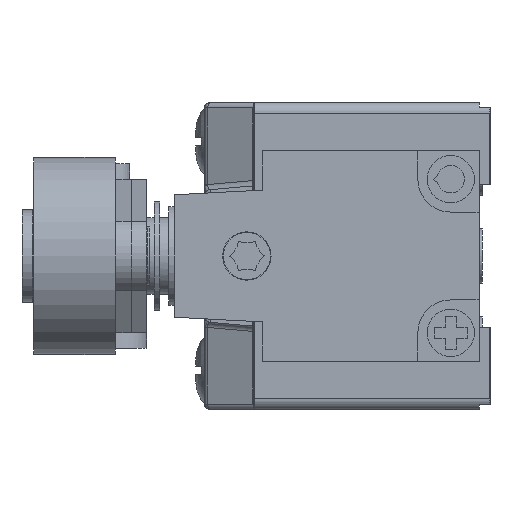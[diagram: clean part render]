
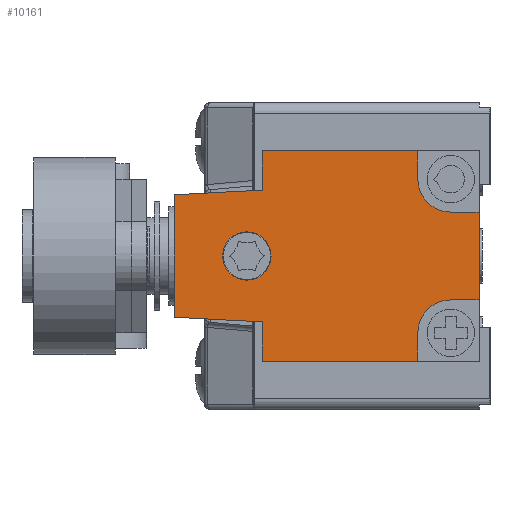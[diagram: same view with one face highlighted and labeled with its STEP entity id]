
A CAD part, left-side view. The second image highlights one B-rep face of the part: STEP entity #10161.
In plain terms, the highlighted planar face has unit normal (-1, 0, 0).
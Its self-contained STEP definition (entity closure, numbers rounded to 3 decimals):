
#66 = CARTESIAN_POINT ( 'NONE',  ( -51.75, 21.15, -2.2 ) ) ;
#275 = AXIS2_PLACEMENT_3D ( 'NONE', #529, #2709, #10673 ) ;
#400 = CARTESIAN_POINT ( 'NONE',  ( -51.75, 27.75, 5.581 ) ) ;
#438 = EDGE_CURVE ( 'NONE', #4437, #5989, #4625, .T. ) ;
#470 = DIRECTION ( 'NONE',  ( 0., 0., 1. ) ) ;
#484 = CARTESIAN_POINT ( 'NONE',  ( -51.75, 19.75, -9.575 ) ) ;
#529 = CARTESIAN_POINT ( 'NONE',  ( -51.75, 2.575, 7. ) ) ;
#711 = VECTOR ( 'NONE', #3127, 1000. ) ;
#732 = EDGE_LOOP ( 'NONE', ( #10293, #14707 ) ) ;
#780 = VERTEX_POINT ( 'NONE', #7459 ) ;
#1080 = PLANE ( 'NONE',  #8799 ) ;
#1452 = ORIENTED_EDGE ( 'NONE', *, *, #6400, .F. ) ;
#1474 = AXIS2_PLACEMENT_3D ( 'NONE', #6068, #3964, #9523 ) ;
#1633 = CARTESIAN_POINT ( 'NONE',  ( -51.75, 0., 4. ) ) ;
#1665 = CARTESIAN_POINT ( 'NONE',  ( -51.75, 0., 4. ) ) ;
#1772 = LINE ( 'NONE', #12006, #9891 ) ;
#1780 = CARTESIAN_POINT ( 'NONE',  ( -51.75, 0.368, 7.016 ) ) ;
#1870 = DIRECTION ( 'NONE',  ( 0., 0., 1. ) ) ;
#1960 = VERTEX_POINT ( 'NONE', #400 ) ;
#2011 = ORIENTED_EDGE ( 'NONE', *, *, #4896, .T. ) ;
#2461 = ORIENTED_EDGE ( 'NONE', *, *, #14461, .T. ) ;
#2591 = VERTEX_POINT ( 'NONE', #4261 ) ;
#2709 = DIRECTION ( 'NONE',  ( -1., 0., 0. ) ) ;
#2954 = CARTESIAN_POINT ( 'NONE',  ( -51.75, 19.75, 0. ) ) ;
#3127 = DIRECTION ( 'NONE',  ( 0., 0., 1. ) ) ;
#3163 = CARTESIAN_POINT ( 'NONE',  ( -51.75, 27.75, 0. ) ) ;
#3188 = CARTESIAN_POINT ( 'NONE',  ( -51.75, 0., -9.575 ) ) ;
#3200 = CARTESIAN_POINT ( 'NONE',  ( -51.75, 2.575, -7. ) ) ;
#3496 = CARTESIAN_POINT ( 'NONE',  ( -51.75, 19.75, 6. ) ) ;
#3583 = VECTOR ( 'NONE', #14626, 1000. ) ;
#3642 = CARTESIAN_POINT ( 'NONE',  ( -51.75, 5.575, 0. ) ) ;
#3803 = VERTEX_POINT ( 'NONE', #7500 ) ;
#3896 = ORIENTED_EDGE ( 'NONE', *, *, #438, .F. ) ;
#3964 = DIRECTION ( 'NONE',  ( -1., 0., 0. ) ) ;
#4018 = VECTOR ( 'NONE', #9745, 1000. ) ;
#4048 = DIRECTION ( 'NONE',  ( 0., 0., 1. ) ) ;
#4099 = EDGE_CURVE ( 'NONE', #5989, #11932, #5765, .T. ) ;
#4261 = CARTESIAN_POINT ( 'NONE',  ( -51.75, 5.575, 7. ) ) ;
#4375 = EDGE_CURVE ( 'NONE', #6937, #9490, #9242, .T. ) ;
#4437 = VERTEX_POINT ( 'NONE', #3496 ) ;
#4468 = DIRECTION ( 'NONE',  ( 0., 0., 1. ) ) ;
#4509 = CARTESIAN_POINT ( 'NONE',  ( -51.75, 5.575, 9.575 ) ) ;
#4556 = EDGE_CURVE ( 'NONE', #13635, #9913, #11528, .T. ) ;
#4590 = CARTESIAN_POINT ( 'NONE',  ( -51.75, 19.75, 9.575 ) ) ;
#4625 = LINE ( 'NONE', #9200, #711 ) ;
#4628 = FACE_OUTER_BOUND ( 'NONE', #12902, .T. ) ;
#4779 = DIRECTION ( 'NONE',  ( 0., 0., 1. ) ) ;
#4896 = EDGE_CURVE ( 'NONE', #8182, #6937, #12913, .T. ) ;
#4982 = DIRECTION ( 'NONE',  ( 0., 0., -1. ) ) ;
#5053 = CARTESIAN_POINT ( 'NONE',  ( -51.75, 0.368, -7.016 ) ) ;
#5294 = CARTESIAN_POINT ( 'NONE',  ( -51.75, 2.575, -4. ) ) ;
#5478 = EDGE_CURVE ( 'NONE', #11932, #2591, #9556, .T. ) ;
#5638 = VERTEX_POINT ( 'NONE', #1665 ) ;
#5765 = LINE ( 'NONE', #10567, #12354 ) ;
#5963 = FACE_BOUND ( 'NONE', #732, .T. ) ;
#5989 = VERTEX_POINT ( 'NONE', #4590 ) ;
#6026 = ORIENTED_EDGE ( 'NONE', *, *, #4099, .F. ) ;
#6042 = AXIS2_PLACEMENT_3D ( 'NONE', #8549, #12078, #4048 ) ;
#6068 = CARTESIAN_POINT ( 'NONE',  ( -51.75, 21.15, 0. ) ) ;
#6072 = VERTEX_POINT ( 'NONE', #66 ) ;
#6161 = VECTOR ( 'NONE', #9549, 1000. ) ;
#6361 = EDGE_CURVE ( 'NONE', #6072, #780, #11565, .T. ) ;
#6387 = EDGE_CURVE ( 'NONE', #780, #6072, #7977, .T. ) ;
#6400 = EDGE_CURVE ( 'NONE', #6469, #9490, #1772, .T. ) ;
#6469 = VERTEX_POINT ( 'NONE', #7869 ) ;
#6937 = VERTEX_POINT ( 'NONE', #10255 ) ;
#6951 = CARTESIAN_POINT ( 'NONE',  ( -51.75, 27.75, -5.581 ) ) ;
#7036 = DIRECTION ( 'NONE',  ( 0., -1., 0. ) ) ;
#7096 = EDGE_CURVE ( 'NONE', #13635, #8182, #13257, .T. ) ;
#7148 = VECTOR ( 'NONE', #4468, 1000. ) ;
#7384 = CARTESIAN_POINT ( 'NONE',  ( -51.75, 5.575, -9.575 ) ) ;
#7398 = VECTOR ( 'NONE', #8057, 1000. ) ;
#7412 = ORIENTED_EDGE ( 'NONE', *, *, #7096, .T. ) ;
#7459 = CARTESIAN_POINT ( 'NONE',  ( -51.75, 21.15, 2.2 ) ) ;
#7500 = CARTESIAN_POINT ( 'NONE',  ( -51.75, 2.575, 4. ) ) ;
#7774 = DIRECTION ( 'NONE',  ( 0., 0., 1. ) ) ;
#7869 = CARTESIAN_POINT ( 'NONE',  ( -51.75, 0., -4. ) ) ;
#7977 = CIRCLE ( 'NONE', #6042, 2.2 ) ;
#8057 = DIRECTION ( 'NONE',  ( 0., 0., 1. ) ) ;
#8152 = CARTESIAN_POINT ( 'NONE',  ( -51.75, 0., 0. ) ) ;
#8179 = ORIENTED_EDGE ( 'NONE', *, *, #4556, .F. ) ;
#8182 = VERTEX_POINT ( 'NONE', #7384 ) ;
#8188 = VECTOR ( 'NONE', #4982, 1000. ) ;
#8549 = CARTESIAN_POINT ( 'NONE',  ( -51.75, 21.15, 0. ) ) ;
#8615 = EDGE_CURVE ( 'NONE', #2591, #3803, #14211, .T. ) ;
#8632 = DIRECTION ( 'NONE',  ( 0., 1., 0. ) ) ;
#8682 = ORIENTED_EDGE ( 'NONE', *, *, #8615, .F. ) ;
#8799 = AXIS2_PLACEMENT_3D ( 'NONE', #10398, #12572, #4779 ) ;
#9085 = VECTOR ( 'NONE', #470, 1000. ) ;
#9116 = CARTESIAN_POINT ( 'NONE',  ( -51.75, 5.575, 0. ) ) ;
#9163 = ORIENTED_EDGE ( 'NONE', *, *, #9179, .T. ) ;
#9179 = EDGE_CURVE ( 'NONE', #4437, #1960, #13220, .T. ) ;
#9200 = CARTESIAN_POINT ( 'NONE',  ( -51.75, 19.75, 0. ) ) ;
#9242 = CIRCLE ( 'NONE', #10898, 3. ) ;
#9318 = CARTESIAN_POINT ( 'NONE',  ( -51.75, 19.75, -6. ) ) ;
#9412 = ORIENTED_EDGE ( 'NONE', *, *, #5478, .F. ) ;
#9490 = VERTEX_POINT ( 'NONE', #5294 ) ;
#9523 = DIRECTION ( 'NONE',  ( 0., 0., 1. ) ) ;
#9549 = DIRECTION ( 'NONE',  ( 0., -0.999, -0.052 ) ) ;
#9556 = LINE ( 'NONE', #3642, #8188 ) ;
#9745 = DIRECTION ( 'NONE',  ( 0., 1., 0. ) ) ;
#9891 = VECTOR ( 'NONE', #8632, 1000. ) ;
#9913 = VERTEX_POINT ( 'NONE', #9318 ) ;
#10161 = ADVANCED_FACE ( 'NONE', ( #4628, #5963 ), #1080, .T. ) ;
#10202 = VERTEX_POINT ( 'NONE', #6951 ) ;
#10255 = CARTESIAN_POINT ( 'NONE',  ( -51.75, 5.575, -7. ) ) ;
#10293 = ORIENTED_EDGE ( 'NONE', *, *, #6387, .F. ) ;
#10398 = CARTESIAN_POINT ( 'NONE',  ( -51.75, 0., 0. ) ) ;
#10442 = ORIENTED_EDGE ( 'NONE', *, *, #11794, .F. ) ;
#10567 = CARTESIAN_POINT ( 'NONE',  ( -51.75, 0., 9.575 ) ) ;
#10673 = DIRECTION ( 'NONE',  ( 0., 0., 1. ) ) ;
#10898 = AXIS2_PLACEMENT_3D ( 'NONE', #3200, #12290, #7774 ) ;
#10951 = DIRECTION ( 'NONE',  ( 0., 0.999, -0.052 ) ) ;
#11101 = VECTOR ( 'NONE', #10951, 1000. ) ;
#11133 = EDGE_CURVE ( 'NONE', #6469, #5638, #11375, .T. ) ;
#11375 = LINE ( 'NONE', #8152, #7148 ) ;
#11528 = LINE ( 'NONE', #2954, #9085 ) ;
#11565 = CIRCLE ( 'NONE', #1474, 2.2 ) ;
#11794 = EDGE_CURVE ( 'NONE', #10202, #1960, #13459, .T. ) ;
#11923 = LINE ( 'NONE', #1633, #4018 ) ;
#11932 = VERTEX_POINT ( 'NONE', #4509 ) ;
#12006 = CARTESIAN_POINT ( 'NONE',  ( -51.75, 0., -4. ) ) ;
#12078 = DIRECTION ( 'NONE',  ( -1., 0., 0. ) ) ;
#12290 = DIRECTION ( 'NONE',  ( 1., 0., 0. ) ) ;
#12354 = VECTOR ( 'NONE', #7036, 1000. ) ;
#12425 = ORIENTED_EDGE ( 'NONE', *, *, #13296, .T. ) ;
#12572 = DIRECTION ( 'NONE',  ( -1., 0., 0. ) ) ;
#12902 = EDGE_LOOP ( 'NONE', ( #1452, #13596, #12425, #8682, #9412, #6026, #3896, #9163, #10442, #2461, #8179, #7412, #2011, #13625 ) ) ;
#12913 = LINE ( 'NONE', #9116, #7398 ) ;
#13008 = LINE ( 'NONE', #5053, #6161 ) ;
#13220 = LINE ( 'NONE', #1780, #11101 ) ;
#13257 = LINE ( 'NONE', #3188, #3583 ) ;
#13296 = EDGE_CURVE ( 'NONE', #5638, #3803, #11923, .T. ) ;
#13459 = LINE ( 'NONE', #3163, #14633 ) ;
#13596 = ORIENTED_EDGE ( 'NONE', *, *, #11133, .T. ) ;
#13625 = ORIENTED_EDGE ( 'NONE', *, *, #4375, .T. ) ;
#13635 = VERTEX_POINT ( 'NONE', #484 ) ;
#14211 = CIRCLE ( 'NONE', #275, 3. ) ;
#14461 = EDGE_CURVE ( 'NONE', #10202, #9913, #13008, .T. ) ;
#14626 = DIRECTION ( 'NONE',  ( 0., -1., 0. ) ) ;
#14633 = VECTOR ( 'NONE', #1870, 1000. ) ;
#14707 = ORIENTED_EDGE ( 'NONE', *, *, #6361, .F. ) ;
